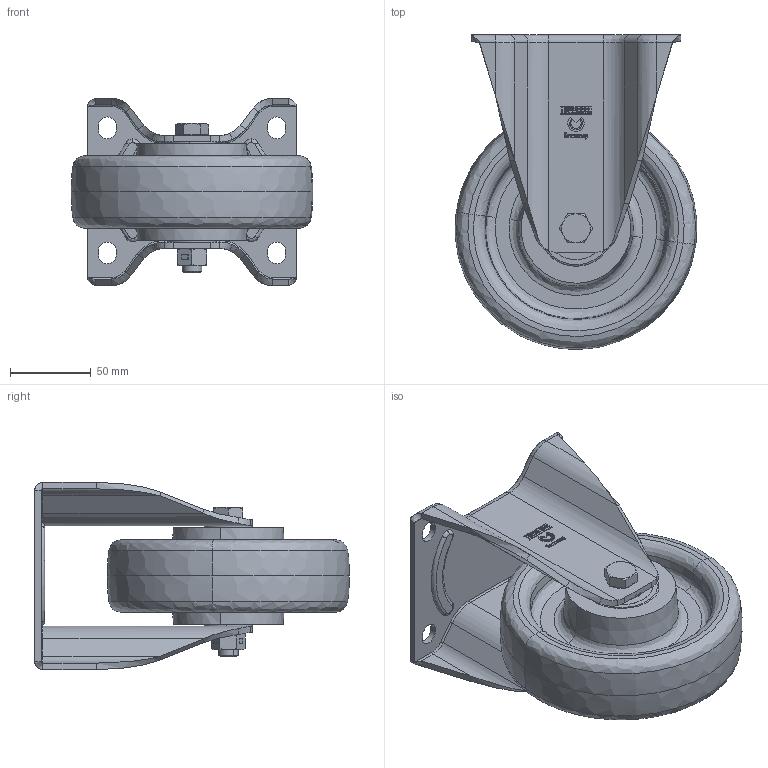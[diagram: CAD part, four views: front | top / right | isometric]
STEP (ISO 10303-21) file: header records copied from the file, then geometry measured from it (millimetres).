
FILE_DESCRIPTION (( 'STEP AP214' ), '1' );
FILE_NAME ('0021086.step', '2024-05-03T08:10:57', ( '' ), ( '' ), 'SwSTEP 2.0', 'SolidWorks 2020', '' );
FILE_SCHEMA (( 'AUTOMOTIVE_DESIGN' ));
Length unit declared in the file: millimetre
Products named in the file (1): 0021086
Bounding box: 149.88 x 194.94 x 116 mm (x, y, z)
Volume: 748099.3 mm3; surface area: 195671.9 mm2
Topology: 17 solids, 17 shells, 672 faces, 1614 edges, 1010 vertices
Faces by surface type: plane 325, cylinder 195, bspline 62, cone 48, torus 42
Entity records: 29726 total; most frequent: CARTESIAN_POINT 6483, DIRECTION 3272, ORIENTED_EDGE 3228, EDGE_CURVE 1614, AXIS2_PLACEMENT_3D 1157, VERTEX_POINT 1010, LINE 958, VECTOR 958
